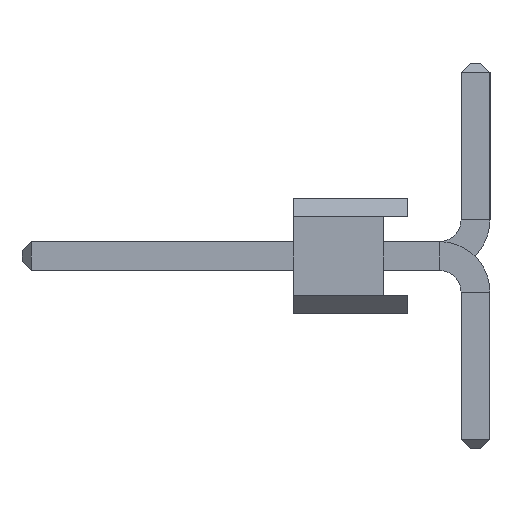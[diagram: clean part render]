
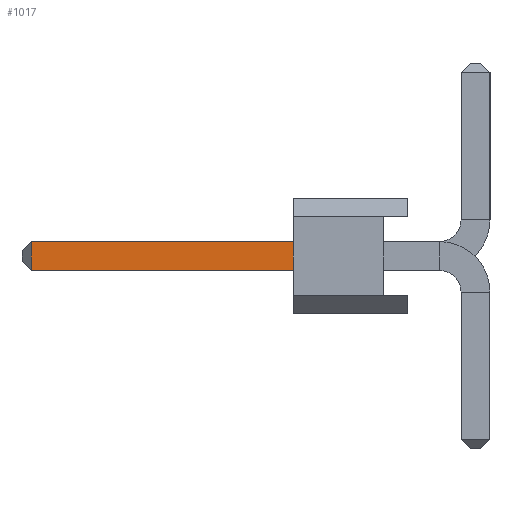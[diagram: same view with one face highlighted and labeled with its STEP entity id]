
A CAD part, left-side view. The second image highlights one B-rep face of the part: STEP entity #1017.
In plain terms, the highlighted planar face has unit normal (-1, 0, 0).
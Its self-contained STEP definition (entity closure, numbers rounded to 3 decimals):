
#8 = FACE_OUTER_BOUND ( 'NONE', #1123, .T. ) ;
#73 = VERTEX_POINT ( 'NONE', #1655 ) ;
#104 = ORIENTED_EDGE ( 'NONE', *, *, #1909, .F. ) ;
#139 = CARTESIAN_POINT ( 'NONE',  ( -0.32, -0.7, 0.32 ) ) ;
#156 = VERTEX_POINT ( 'NONE', #232 ) ;
#232 = CARTESIAN_POINT ( 'NONE',  ( -0.32, 8.34, -0.32 ) ) ;
#305 = ORIENTED_EDGE ( 'NONE', *, *, #625, .F. ) ;
#367 = EDGE_CURVE ( 'NONE', #1741, #156, #1429, .T. ) ;
#501 = CARTESIAN_POINT ( 'NONE',  ( -0.32, -0.7, -0.32 ) ) ;
#569 = CARTESIAN_POINT ( 'NONE',  ( -0.32, -0.7, -0.32 ) ) ;
#620 = CARTESIAN_POINT ( 'NONE',  ( -0.32, 8.34, 0.32 ) ) ;
#625 = EDGE_CURVE ( 'NONE', #73, #650, #1059, .T. ) ;
#641 = DIRECTION ( 'NONE',  ( 0., 1., 0. ) ) ;
#650 = VERTEX_POINT ( 'NONE', #1877 ) ;
#712 = CARTESIAN_POINT ( 'NONE',  ( -0.32, 2.54, 0. ) ) ;
#840 = EDGE_CURVE ( 'NONE', #73, #1741, #1029, .T. ) ;
#878 = VECTOR ( 'NONE', #1750, 1000. ) ;
#939 = ORIENTED_EDGE ( 'NONE', *, *, #840, .T. ) ;
#992 = VECTOR ( 'NONE', #1412, 1000. ) ;
#1017 = ADVANCED_FACE ( 'NONE', ( #8 ), #1240, .T. ) ;
#1029 = LINE ( 'NONE', #139, #1775 ) ;
#1059 = LINE ( 'NONE', #712, #878 ) ;
#1123 = EDGE_LOOP ( 'NONE', ( #939, #1238, #104, #305 ) ) ;
#1234 = AXIS2_PLACEMENT_3D ( 'NONE', #569, #1266, #1551 ) ;
#1238 = ORIENTED_EDGE ( 'NONE', *, *, #367, .T. ) ;
#1240 = PLANE ( 'NONE',  #1234 ) ;
#1249 = CARTESIAN_POINT ( 'NONE',  ( -0.32, 8.34, -0.32 ) ) ;
#1266 = DIRECTION ( 'NONE',  ( -1., 0., 0. ) ) ;
#1412 = DIRECTION ( 'NONE',  ( 0., 0., -1. ) ) ;
#1429 = LINE ( 'NONE', #1249, #992 ) ;
#1551 = DIRECTION ( 'NONE',  ( 0., 0., 1. ) ) ;
#1655 = CARTESIAN_POINT ( 'NONE',  ( -0.32, 2.54, 0.32 ) ) ;
#1667 = DIRECTION ( 'NONE',  ( 0., 1., 0. ) ) ;
#1691 = LINE ( 'NONE', #501, #1798 ) ;
#1741 = VERTEX_POINT ( 'NONE', #620 ) ;
#1750 = DIRECTION ( 'NONE',  ( 0., 0., -1. ) ) ;
#1775 = VECTOR ( 'NONE', #1667, 1000. ) ;
#1798 = VECTOR ( 'NONE', #641, 1000. ) ;
#1877 = CARTESIAN_POINT ( 'NONE',  ( -0.32, 2.54, -0.32 ) ) ;
#1909 = EDGE_CURVE ( 'NONE', #650, #156, #1691, .T. ) ;
